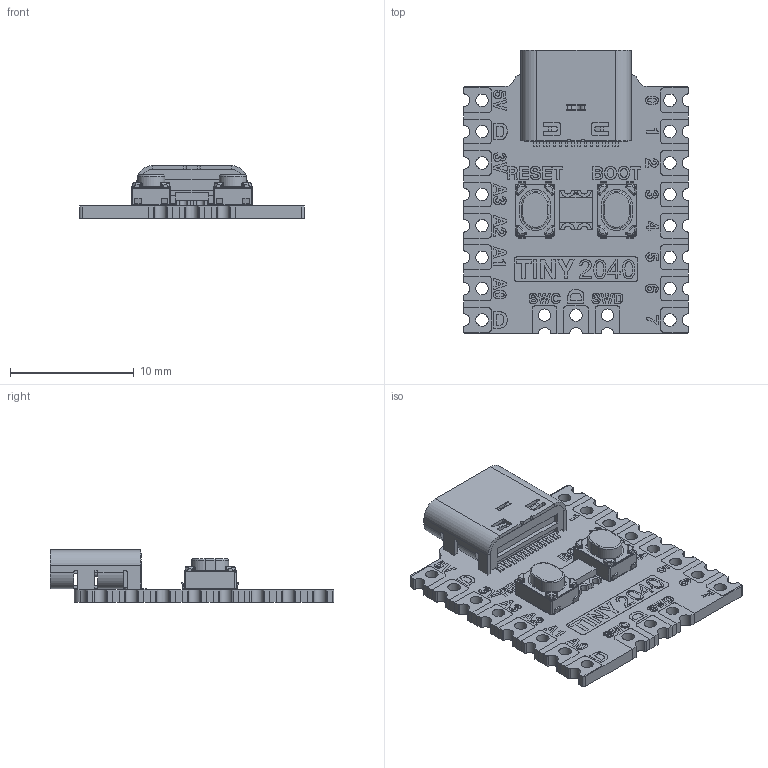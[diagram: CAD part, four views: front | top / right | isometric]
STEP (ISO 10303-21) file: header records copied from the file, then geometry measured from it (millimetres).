
FILE_DESCRIPTION(/* description */ (''),/* implementation_level */ '2;1');
FILE_NAME(/* name */ 'tiny_2040 v74.step',/* time_stamp */ '2022-11-20T21:19:01+03:00',/* author */ (''),/* organization */ (''),/* preprocessor_version */ 'ST-DEVELOPER v19.2',/* originating_system */ 'Autodesk Translation Framework v11.17.0.187',/* authorisation */ '');
FILE_SCHEMA (('AUTOMOTIVE_DESIGN { 1 0 10303 214 3 1 1 }'));
Length unit declared in the file: millimetre
Products named in the file (5): tiny_2040; usbc v1; rgb_1210 v14; SKRPABE010 v2; SKRPABE010 v2(Mirror)
Assembly tree (4 placements, depth 2):
  tiny_2040
    usbc v1
    rgb_1210 v14
    SKRPABE010 v2
    SKRPABE010 v2(Mirror)
Bounding box: 18.2 x 22.93 x 4.26 mm (x, y, z)
Volume: 528.1 mm3; surface area: 1842.2 mm2
Topology: 101 solids, 101 shells, 2664 faces, 6942 edges, 4398 vertices
Faces by surface type: plane 1457, cylinder 605, bspline 500, sphere 84, cone 10, torus 8
Full cylindrical faces by diameter (mm): 0.5 x2, 1 x19
Entity records: 81673 total; most frequent: CARTESIAN_POINT 18851, ORIENTED_EDGE 13700, DIRECTION 11454, EDGE_CURVE 6850, LINE 4624, VECTOR 4624, VERTEX_POINT 4398, AXIS2_PLACEMENT_3D 3415
